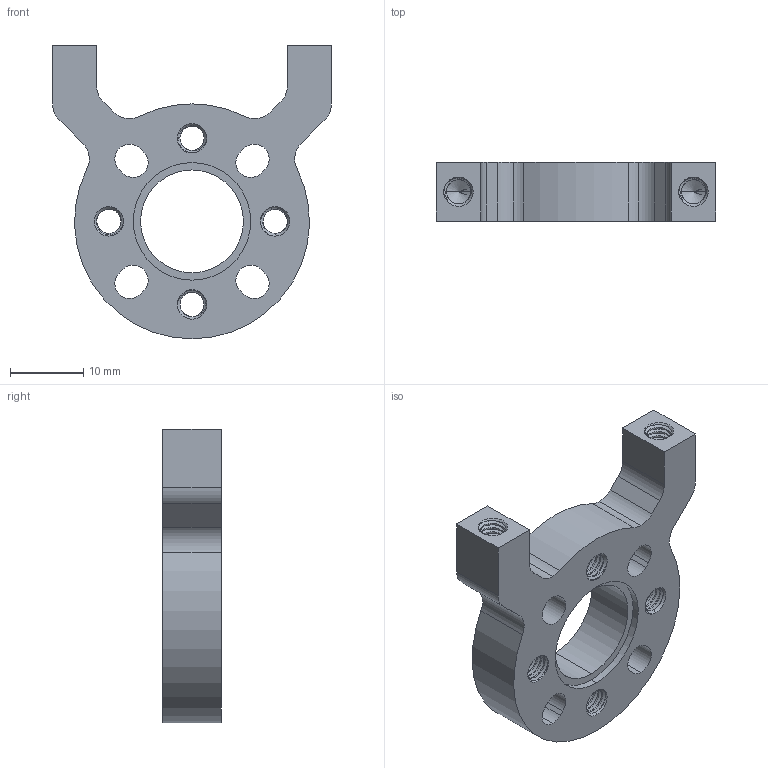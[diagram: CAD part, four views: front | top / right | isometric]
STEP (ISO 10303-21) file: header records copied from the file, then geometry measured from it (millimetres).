
FILE_DESCRIPTION (( 'STEP AP203' ), '1' );
FILE_NAME ('1200-0032-0001.STEP', '2019-09-10T21:55:11', ( '' ), ( '' ), 'SwSTEP 2.0', 'SolidWorks 2016', '' );
FILE_SCHEMA (( 'CONFIG_CONTROL_DESIGN' ));
Length unit declared in the file: millimetre
Products named in the file (1): 1200-0032-0001
Bounding box: 38 x 8 x 40 mm (x, y, z)
Volume: 5618 mm3; surface area: 4308.8 mm2
Topology: 1 solids, 1 shells, 352 faces, 1017 edges, 666 vertices
Faces by surface type: cylinder 281, cone 36, plane 23, bspline 12
Entity records: 27220 total; most frequent: CARTESIAN_POINT 19380, ORIENTED_EDGE 2026, DIRECTION 1281, EDGE_CURVE 1013, VERTEX_POINT 666, AXIS2_PLACEMENT_3D 465, EDGE_LOOP 373, FACE_OUTER_BOUND 352
